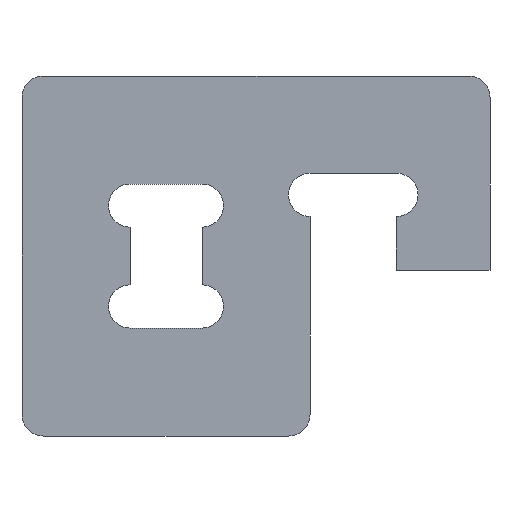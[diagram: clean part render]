
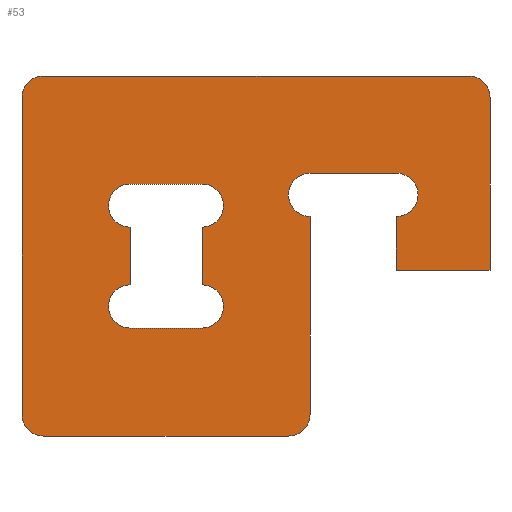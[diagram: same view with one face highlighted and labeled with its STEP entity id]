
A CAD part, front view. The second image highlights one B-rep face of the part: STEP entity #53.
In plain terms, the highlighted planar face has unit normal (0, -1, 0).
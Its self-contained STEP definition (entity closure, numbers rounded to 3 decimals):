
#53=ADVANCED_FACE('',(#77,#79),#81,.F.);
#77=FACE_BOUND('',#78,.T.);
#78=EDGE_LOOP('',(#249,#250,#251,#252,#253,#254,#255,#256,#257,#258,#259,#260,#261,
#262));
#79=FACE_BOUND('',#80,.T.);
#80=EDGE_LOOP('',(#263,#264,#265,#266,#267,#268,#269,#270));
#81=PLANE('',#82);
#82=AXIS2_PLACEMENT_3D('',#83,#84,#85);
#83=CARTESIAN_POINT('',(0.,0.,0.));
#84=DIRECTION('',(0.,1.,0.));
#85=DIRECTION('',(-1.,0.,0.));
#249=ORIENTED_EDGE('',*,*,#381,.F.);
#250=ORIENTED_EDGE('',*,*,#382,.F.);
#251=ORIENTED_EDGE('',*,*,#383,.F.);
#252=ORIENTED_EDGE('',*,*,#384,.F.);
#253=ORIENTED_EDGE('',*,*,#385,.F.);
#254=ORIENTED_EDGE('',*,*,#386,.F.);
#255=ORIENTED_EDGE('',*,*,#387,.F.);
#256=ORIENTED_EDGE('',*,*,#388,.F.);
#257=ORIENTED_EDGE('',*,*,#389,.F.);
#258=ORIENTED_EDGE('',*,*,#390,.F.);
#259=ORIENTED_EDGE('',*,*,#391,.F.);
#260=ORIENTED_EDGE('',*,*,#392,.F.);
#261=ORIENTED_EDGE('',*,*,#393,.F.);
#262=ORIENTED_EDGE('',*,*,#394,.F.);
#263=ORIENTED_EDGE('',*,*,#395,.T.);
#264=ORIENTED_EDGE('',*,*,#396,.T.);
#265=ORIENTED_EDGE('',*,*,#397,.T.);
#266=ORIENTED_EDGE('',*,*,#398,.T.);
#267=ORIENTED_EDGE('',*,*,#399,.T.);
#268=ORIENTED_EDGE('',*,*,#400,.T.);
#269=ORIENTED_EDGE('',*,*,#401,.T.);
#270=ORIENTED_EDGE('',*,*,#402,.T.);
#381=EDGE_CURVE('',#447,#448,#449,.F.);
#382=EDGE_CURVE('',#450,#447,#451,.T.);
#383=EDGE_CURVE('',#452,#450,#453,.F.);
#384=EDGE_CURVE('',#454,#452,#455,.T.);
#385=EDGE_CURVE('',#456,#454,#457,.F.);
#386=EDGE_CURVE('',#458,#456,#459,.T.);
#387=EDGE_CURVE('',#460,#458,#461,.F.);
#388=EDGE_CURVE('',#462,#460,#463,.T.);
#389=EDGE_CURVE('',#464,#462,#465,.T.);
#390=EDGE_CURVE('',#466,#464,#467,.T.);
#391=EDGE_CURVE('',#468,#466,#469,.T.);
#392=EDGE_CURVE('',#470,#468,#471,.T.);
#393=EDGE_CURVE('',#472,#470,#473,.T.);
#394=EDGE_CURVE('',#448,#472,#474,.T.);
#395=EDGE_CURVE('',#475,#476,#477,.T.);
#396=EDGE_CURVE('',#476,#478,#479,.T.);
#397=EDGE_CURVE('',#478,#480,#481,.T.);
#398=EDGE_CURVE('',#480,#482,#483,.T.);
#399=EDGE_CURVE('',#482,#484,#485,.T.);
#400=EDGE_CURVE('',#484,#486,#487,.T.);
#401=EDGE_CURVE('',#486,#488,#489,.T.);
#402=EDGE_CURVE('',#488,#475,#490,.T.);
#447=VERTEX_POINT('',#557);
#448=VERTEX_POINT('',#558);
#449=CIRCLE('',#559,3.);
#450=VERTEX_POINT('',#563);
#451=LINE('',#564,#565);
#452=VERTEX_POINT('',#567);
#453=CIRCLE('',#568,3.);
#454=VERTEX_POINT('',#572);
#455=LINE('',#573,#574);
#456=VERTEX_POINT('',#576);
#457=CIRCLE('',#577,3.);
#458=VERTEX_POINT('',#581);
#459=LINE('',#582,#583);
#460=VERTEX_POINT('',#585);
#461=CIRCLE('',#586,3.);
#462=VERTEX_POINT('',#590);
#463=LINE('',#591,#592);
#464=VERTEX_POINT('',#594);
#465=CIRCLE('',#595,3.);
#466=VERTEX_POINT('',#599);
#467=LINE('',#600,#601);
#468=VERTEX_POINT('',#603);
#469=CIRCLE('',#604,3.);
#470=VERTEX_POINT('',#608);
#471=LINE('',#609,#610);
#472=VERTEX_POINT('',#612);
#473=LINE('',#613,#614);
#474=LINE('',#616,#617);
#475=VERTEX_POINT('',#619);
#476=VERTEX_POINT('',#620);
#477=LINE('',#621,#622);
#478=VERTEX_POINT('',#624);
#479=CIRCLE('',#625,3.);
#480=VERTEX_POINT('',#629);
#481=LINE('',#630,#631);
#482=VERTEX_POINT('',#633);
#483=CIRCLE('',#634,3.);
#484=VERTEX_POINT('',#638);
#485=LINE('',#639,#640);
#486=VERTEX_POINT('',#642);
#487=CIRCLE('',#643,3.);
#488=VERTEX_POINT('',#647);
#489=LINE('',#648,#649);
#490=CIRCLE('',#651,3.);
#557=CARTESIAN_POINT('',(42.,0.,25.));
#558=CARTESIAN_POINT('',(45.,0.,22.));
#559=AXIS2_PLACEMENT_3D('',#560,#561,#562);
#560=CARTESIAN_POINT('',(42.,0.,22.));
#561=DIRECTION('',(0.,-1.,0.));
#562=DIRECTION('',(1.,0.,0.));
#563=CARTESIAN_POINT('',(-17.,0.,25.));
#564=CARTESIAN_POINT('',(-17.,0.,25.));
#565=VECTOR('',#566,1.);
#566=DIRECTION('',(1.,0.,0.));
#567=CARTESIAN_POINT('',(-20.,0.,22.));
#568=AXIS2_PLACEMENT_3D('',#569,#570,#571);
#569=CARTESIAN_POINT('',(-17.,0.,22.));
#570=DIRECTION('',(0.,-1.,0.));
#571=DIRECTION('',(0.,0.,1.));
#572=CARTESIAN_POINT('',(-20.,0.,-22.));
#573=CARTESIAN_POINT('',(-20.,0.,-22.));
#574=VECTOR('',#575,1.);
#575=DIRECTION('',(0.,0.,1.));
#576=CARTESIAN_POINT('',(-17.,0.,-25.));
#577=AXIS2_PLACEMENT_3D('',#578,#579,#580);
#578=CARTESIAN_POINT('',(-17.,0.,-22.));
#579=DIRECTION('',(0.,-1.,0.));
#580=DIRECTION('',(-1.,0.,0.));
#581=CARTESIAN_POINT('',(17.,0.,-25.));
#582=CARTESIAN_POINT('',(17.,0.,-25.));
#583=VECTOR('',#584,1.);
#584=DIRECTION('',(-1.,0.,0.));
#585=CARTESIAN_POINT('',(20.,0.,-22.));
#586=AXIS2_PLACEMENT_3D('',#587,#588,#589);
#587=CARTESIAN_POINT('',(17.,0.,-22.));
#588=DIRECTION('',(0.,-1.,0.));
#589=DIRECTION('',(0.,0.,-1.));
#590=CARTESIAN_POINT('',(20.,0.,5.5));
#591=CARTESIAN_POINT('',(20.,0.,5.5));
#592=VECTOR('',#593,1.);
#593=DIRECTION('',(0.,0.,-1.));
#594=CARTESIAN_POINT('',(20.,0.,11.5));
#595=AXIS2_PLACEMENT_3D('',#596,#597,#598);
#596=CARTESIAN_POINT('',(20.,0.,8.5));
#597=DIRECTION('',(0.,-1.,0.));
#598=DIRECTION('',(0.,0.,1.));
#599=CARTESIAN_POINT('',(32.,0.,11.5));
#600=CARTESIAN_POINT('',(32.,0.,11.5));
#601=VECTOR('',#602,1.);
#602=DIRECTION('',(-1.,0.,0.));
#603=CARTESIAN_POINT('',(32.,0.,5.5));
#604=AXIS2_PLACEMENT_3D('',#605,#606,#607);
#605=CARTESIAN_POINT('',(32.,0.,8.5));
#606=DIRECTION('',(0.,-1.,0.));
#607=DIRECTION('',(0.,0.,-1.));
#608=CARTESIAN_POINT('',(32.,0.,-2.));
#609=CARTESIAN_POINT('',(32.,0.,-2.));
#610=VECTOR('',#611,1.);
#611=DIRECTION('',(0.,0.,1.));
#612=CARTESIAN_POINT('',(45.,0.,-2.));
#613=CARTESIAN_POINT('',(45.,0.,-2.));
#614=VECTOR('',#615,1.);
#615=DIRECTION('',(-1.,0.,0.));
#616=CARTESIAN_POINT('',(45.,0.,22.));
#617=VECTOR('',#618,1.);
#618=DIRECTION('',(0.,0.,-1.));
#619=CARTESIAN_POINT('',(5.,0.,4.));
#620=CARTESIAN_POINT('',(5.,0.,-4.));
#621=CARTESIAN_POINT('',(5.,0.,4.));
#622=VECTOR('',#623,1.);
#623=DIRECTION('',(0.,0.,-1.));
#624=CARTESIAN_POINT('',(5.,0.,-10.));
#625=AXIS2_PLACEMENT_3D('',#626,#627,#628);
#626=CARTESIAN_POINT('',(5.,0.,-7.));
#627=DIRECTION('',(0.,1.,0.));
#628=DIRECTION('',(0.,0.,1.));
#629=CARTESIAN_POINT('',(-5.,0.,-10.));
#630=CARTESIAN_POINT('',(5.,0.,-10.));
#631=VECTOR('',#632,1.);
#632=DIRECTION('',(-1.,0.,0.));
#633=CARTESIAN_POINT('',(-5.,0.,-4.));
#634=AXIS2_PLACEMENT_3D('',#635,#636,#637);
#635=CARTESIAN_POINT('',(-5.,0.,-7.));
#636=DIRECTION('',(0.,1.,0.));
#637=DIRECTION('',(0.,0.,-1.));
#638=CARTESIAN_POINT('',(-5.,0.,4.));
#639=CARTESIAN_POINT('',(-5.,0.,-4.));
#640=VECTOR('',#641,1.);
#641=DIRECTION('',(0.,0.,1.));
#642=CARTESIAN_POINT('',(-5.,0.,10.));
#643=AXIS2_PLACEMENT_3D('',#644,#645,#646);
#644=CARTESIAN_POINT('',(-5.,0.,7.));
#645=DIRECTION('',(0.,1.,0.));
#646=DIRECTION('',(0.,0.,-1.));
#647=CARTESIAN_POINT('',(5.,0.,10.));
#648=CARTESIAN_POINT('',(-5.,0.,10.));
#649=VECTOR('',#650,1.);
#650=DIRECTION('',(1.,0.,0.));
#651=AXIS2_PLACEMENT_3D('',#652,#653,#654);
#652=CARTESIAN_POINT('',(5.,0.,7.));
#653=DIRECTION('',(0.,1.,0.));
#654=DIRECTION('',(0.,0.,1.));
